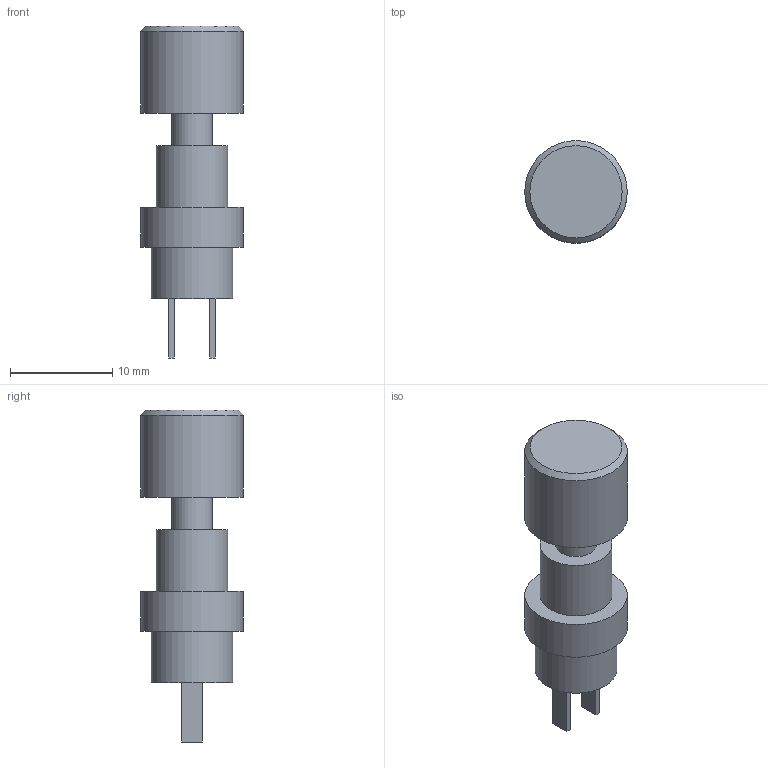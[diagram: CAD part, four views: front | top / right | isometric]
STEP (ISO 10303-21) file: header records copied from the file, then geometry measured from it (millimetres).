
FILE_DESCRIPTION(('FreeCAD Model'),'2;1');
FILE_NAME('Open CASCADE Shape Model','2021-04-25T10:22:29',('Author'),( ''),'Open CASCADE STEP processor 7.4','FreeCAD','Unknown');
FILE_SCHEMA(('AUTOMOTIVE_DESIGN { 1 0 10303 214 1 1 1 1 }'));
Length unit declared in the file: millimetre
Products named in the file (1): Body
Bounding box: 10 x 10 x 32.4 mm (x, y, z)
Volume: 1504.1 mm3; surface area: 1024.9 mm2
Topology: 1 solids, 1 shells, 22 faces, 41 edges, 27 vertices
Faces by surface type: plane 16, cylinder 5, cone 1
Full cylindrical faces by diameter (mm): 4 x1, 7 x1, 8 x1, 10 x2
Entity records: 570 total; most frequent: DIRECTION 98, CARTESIAN_POINT 91, ORIENTED_EDGE 82, EDGE_CURVE 41, AXIS2_PLACEMENT_3D 34, LINE 30, VECTOR 30, FACE_BOUND 28
